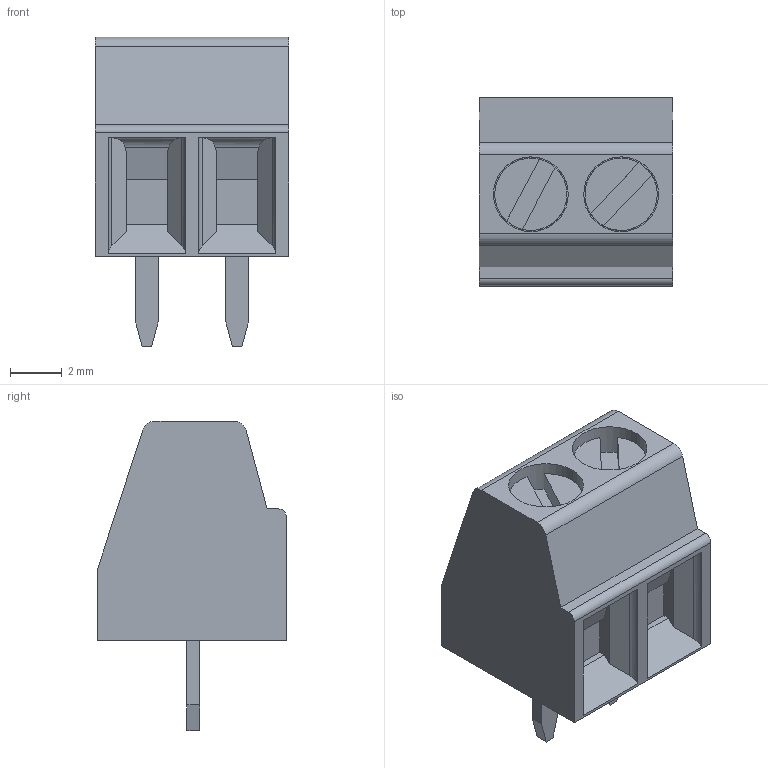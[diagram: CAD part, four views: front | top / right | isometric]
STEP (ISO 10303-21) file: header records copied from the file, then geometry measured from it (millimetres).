
FILE_DESCRIPTION((''),'2;1');
FILE_NAME('mkds_1-2-3-5.stp','2020-11-25T18:09:31',('Davide'),(''),'Autodesk Inventor (tm) 5.3','Autodesk Inventor (tm) 5.3','');
FILE_SCHEMA(('AUTOMOTIVE_DESIGN { 1 2 10303 214 0 1 1 1 }'));
Length unit declared in the file: millimetre
Products named in the file (5): mkds_1-2-3.5_bk; Body; contact; Flat Pin; Screw
Assembly tree (7 placements, depth 2):
  mkds_1-2-3.5_bk
    Body
    contact  x2
    Flat Pin  x2
    Screw  x2
Bounding box: 7.5 x 7.3 x 12 mm (x, y, z)
Volume: 367.5 mm3; surface area: 488.3 mm2
Topology: 7 solids, 7 shells, 135 faces, 345 edges, 232 vertices
Faces by surface type: plane 88, cylinder 47
Entity records: 3723 total; most frequent: DIRECTION 651, CARTESIAN_POINT 630, ORIENTED_EDGE 602, EDGE_CURVE 301, AXIS2_PLACEMENT_3D 225, VERTEX_POINT 204, VECTOR 201, LINE 201
